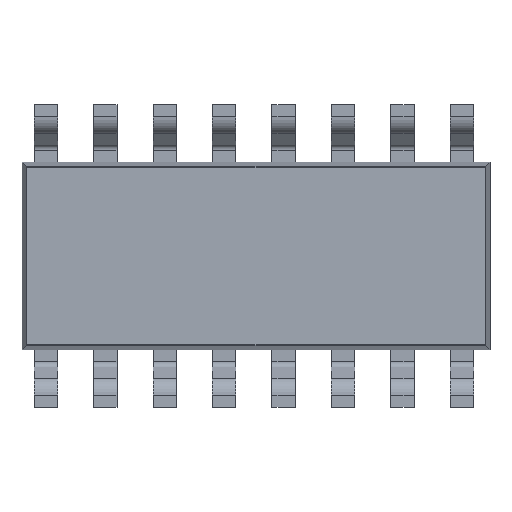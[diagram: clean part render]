
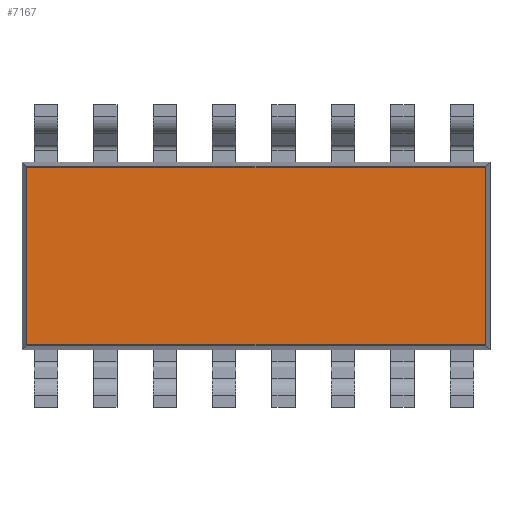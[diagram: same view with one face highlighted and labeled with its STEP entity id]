
A CAD part, front view. The second image highlights one B-rep face of the part: STEP entity #7167.
In plain terms, the highlighted planar face has unit normal (0, -1, 0).
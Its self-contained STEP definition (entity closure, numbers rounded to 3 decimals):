
#10 = DIRECTION ( 'NONE',  ( 0., 1., 0. ) ) ;
#392 = EDGE_CURVE ( 'NONE', #2032, #13673, #14017, .T. ) ;
#645 = AXIS2_PLACEMENT_3D ( 'NONE', #16152, #10, #1008 ) ;
#1008 = DIRECTION ( 'NONE',  ( 1., 0., 0. ) ) ;
#1121 = ORIENTED_EDGE ( 'NONE', *, *, #10499, .T. ) ;
#1542 = VECTOR ( 'NONE', #3824, 1000. ) ;
#2032 = VERTEX_POINT ( 'NONE', #10996 ) ;
#2617 = DIRECTION ( 'NONE',  ( 0., 0., -1. ) ) ;
#3181 = DIRECTION ( 'NONE',  ( 0., 0., 1. ) ) ;
#3267 = PLANE ( 'NONE',  #645 ) ;
#3782 = ORIENTED_EDGE ( 'NONE', *, *, #392, .T. ) ;
#3824 = DIRECTION ( 'NONE',  ( -1., 0., 0. ) ) ;
#4185 = LINE ( 'NONE', #7010, #9526 ) ;
#4218 = ORIENTED_EDGE ( 'NONE', *, *, #9697, .T. ) ;
#6653 = VECTOR ( 'NONE', #2617, 1000. ) ;
#7010 = CARTESIAN_POINT ( 'NONE',  ( 4.901, 0., 1.902 ) ) ;
#7106 = FACE_OUTER_BOUND ( 'NONE', #10379, .T. ) ;
#7167 = ADVANCED_FACE ( 'NONE', ( #7106 ), #3267, .F. ) ;
#7265 = LINE ( 'NONE', #8582, #12987 ) ;
#8582 = CARTESIAN_POINT ( 'NONE',  ( 4.902, 0., -1.901 ) ) ;
#9526 = VECTOR ( 'NONE', #3181, 1000. ) ;
#9697 = EDGE_CURVE ( 'NONE', #14665, #2032, #11418, .T. ) ;
#9912 = ORIENTED_EDGE ( 'NONE', *, *, #10375, .T. ) ;
#10375 = EDGE_CURVE ( 'NONE', #12445, #14665, #4185, .T. ) ;
#10379 = EDGE_LOOP ( 'NONE', ( #1121, #9912, #4218, #3782 ) ) ;
#10499 = EDGE_CURVE ( 'NONE', #13673, #12445, #7265, .T. ) ;
#10996 = CARTESIAN_POINT ( 'NONE',  ( -4.901, 0., 1.901 ) ) ;
#11418 = LINE ( 'NONE', #12741, #1542 ) ;
#11520 = CARTESIAN_POINT ( 'NONE',  ( -4.901, 0., -1.901 ) ) ;
#12445 = VERTEX_POINT ( 'NONE', #15848 ) ;
#12741 = CARTESIAN_POINT ( 'NONE',  ( -4.902, 0., 1.901 ) ) ;
#12987 = VECTOR ( 'NONE', #16143, 1000. ) ;
#13673 = VERTEX_POINT ( 'NONE', #11520 ) ;
#14017 = LINE ( 'NONE', #15180, #6653 ) ;
#14665 = VERTEX_POINT ( 'NONE', #15020 ) ;
#15020 = CARTESIAN_POINT ( 'NONE',  ( 4.901, 0., 1.901 ) ) ;
#15180 = CARTESIAN_POINT ( 'NONE',  ( -4.901, 0., -1.902 ) ) ;
#15848 = CARTESIAN_POINT ( 'NONE',  ( 4.901, 0., -1.901 ) ) ;
#16143 = DIRECTION ( 'NONE',  ( 1., 0., 0. ) ) ;
#16152 = CARTESIAN_POINT ( 'NONE',  ( 0., 0., 0. ) ) ;
